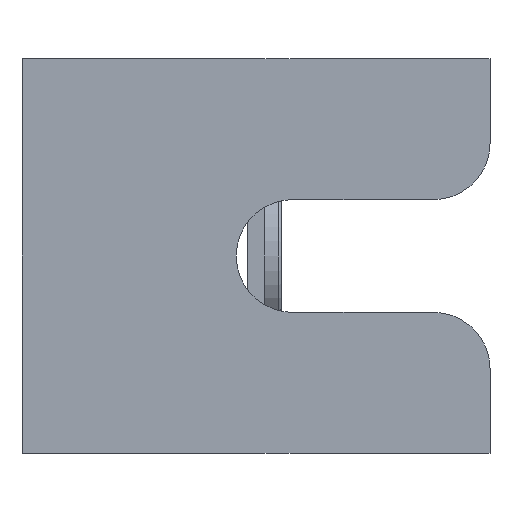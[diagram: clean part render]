
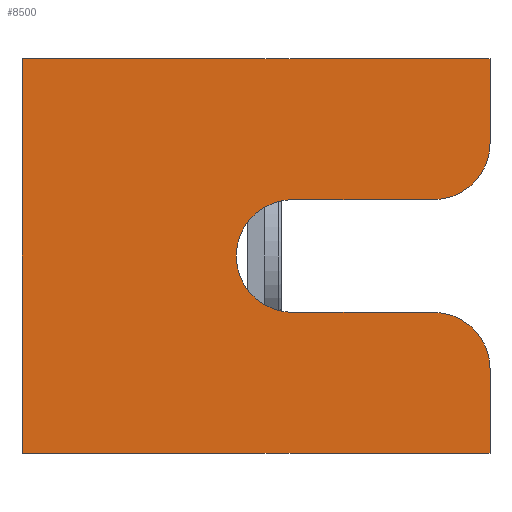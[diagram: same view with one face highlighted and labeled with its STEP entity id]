
A CAD part, front view. The second image highlights one B-rep face of the part: STEP entity #8500.
In plain terms, the highlighted planar face has unit normal (0, -1, 0).
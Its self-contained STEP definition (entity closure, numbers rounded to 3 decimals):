
#100=CARTESIAN_POINT('',(-21.5,-20.5,4.));
#110=VERTEX_POINT('',#100);
#530=CARTESIAN_POINT('',(61.5,-20.5,4.));
#540=VERTEX_POINT('',#530);
#570=CARTESIAN_POINT('',(20.5,-20.5,4.));
#580=DIRECTION('',(-1.,0.,0.));
#590=VECTOR('',#580,1.);
#600=LINE('',#570,#590);
#610=EDGE_CURVE('',#540,#110,#600,.T.);
#1340=CARTESIAN_POINT('',(61.5,-20.5,-11.));
#1350=VERTEX_POINT('',#1340);
#1380=CARTESIAN_POINT('',(61.5,-20.5,-65.));
#1390=DIRECTION('',(0.,0.,1.));
#1400=VECTOR('',#1390,1.);
#1410=LINE('',#1380,#1400);
#1420=EDGE_CURVE('',#1350,#540,#1410,.T.);
#1590=CARTESIAN_POINT('',(20.5,-20.5,-66.));
#1600=DIRECTION('',(-1.,0.,0.));
#1610=VECTOR('',#1600,1.);
#1620=LINE('',#1590,#1610);
#1630=CARTESIAN_POINT('',(61.5,-20.5,-66.));
#1640=VERTEX_POINT('',#1630);
#1650=CARTESIAN_POINT('',(-21.5,-20.5,-66.));
#1660=VERTEX_POINT('',#1650);
#1670=EDGE_CURVE('',#1640,#1660,#1620,.T.);
#2860=CARTESIAN_POINT('',(16.5,-20.5,-31.));
#2870=VERTEX_POINT('',#2860);
#2900=CARTESIAN_POINT('',(26.5,-20.5,-31.));
#2910=DIRECTION('',(0.,-1.,0.));
#2920=DIRECTION('',(-1.,0.,0.));
#2930=AXIS2_PLACEMENT_3D('',#2900,#2910,#2920);
#2940=CIRCLE('',#2930,10.);
#2950=CARTESIAN_POINT('',(26.5,-20.5,-21.));
#2960=VERTEX_POINT('',#2950);
#2970=EDGE_CURVE('',#2960,#2870,#2940,.T.);
#6810=CARTESIAN_POINT('',(61.5,-20.5,-51.));
#6820=VERTEX_POINT('',#6810);
#6830=EDGE_CURVE('',#1640,#6820,#1410,.T.);
#7040=CARTESIAN_POINT('',(51.5,-20.5,-41.));
#7050=VERTEX_POINT('',#7040);
#7080=CARTESIAN_POINT('',(0.,-20.5,-41.));
#7090=DIRECTION('',(-1.,0.,0.));
#7100=VECTOR('',#7090,1.);
#7110=LINE('',#7080,#7100);
#7120=CARTESIAN_POINT('',(26.5,-20.5,-41.));
#7130=VERTEX_POINT('',#7120);
#7140=EDGE_CURVE('',#7050,#7130,#7110,.T.);
#7300=CARTESIAN_POINT('',(0.,-20.5,-21.));
#7310=DIRECTION('',(1.,0.,0.));
#7320=VECTOR('',#7310,1.);
#7330=LINE('',#7300,#7320);
#7340=CARTESIAN_POINT('',(51.5,-20.5,-21.));
#7350=VERTEX_POINT('',#7340);
#7360=EDGE_CURVE('',#2960,#7350,#7330,.T.);
#7660=CARTESIAN_POINT('',(26.5,-20.5,-31.));
#7670=DIRECTION('',(0.,1.,0.));
#7680=DIRECTION('',(1.,0.,0.));
#7690=AXIS2_PLACEMENT_3D('',#7660,#7670,#7680);
#7700=CIRCLE('',#7690,10.);
#7710=EDGE_CURVE('',#7130,#2870,#7700,.T.);
#7840=CARTESIAN_POINT('',(51.5,-20.5,-51.));
#7850=DIRECTION('',(0.,1.,0.));
#7860=DIRECTION('',(1.,0.,0.));
#7870=AXIS2_PLACEMENT_3D('',#7840,#7850,#7860);
#7880=CIRCLE('',#7870,10.);
#7890=EDGE_CURVE('',#7050,#6820,#7880,.T.);
#8020=CARTESIAN_POINT('',(51.5,-20.5,-11.));
#8030=DIRECTION('',(0.,1.,0.));
#8040=DIRECTION('',(1.,0.,0.));
#8050=AXIS2_PLACEMENT_3D('',#8020,#8030,#8040);
#8060=CIRCLE('',#8050,10.);
#8070=EDGE_CURVE('',#1350,#7350,#8060,.T.);
#8270=CARTESIAN_POINT('',(20.5,-20.5,0.));
#8280=DIRECTION('',(-0.,1.,0.));
#8290=DIRECTION('',(1.,0.,0.));
#8300=AXIS2_PLACEMENT_3D('',#8270,#8280,#8290);
#8310=PLANE('',#8300);
#8320=ORIENTED_EDGE('',*,*,#610,.T.);
#8330=ORIENTED_EDGE('',*,*,#1420,.T.);
#8340=ORIENTED_EDGE('',*,*,#8070,.F.);
#8350=ORIENTED_EDGE('',*,*,#7360,.T.);
#8360=ORIENTED_EDGE('',*,*,#2970,.F.);
#8370=ORIENTED_EDGE('',*,*,#7710,.T.);
#8380=ORIENTED_EDGE('',*,*,#7140,.T.);
#8390=ORIENTED_EDGE('',*,*,#7890,.F.);
#8400=ORIENTED_EDGE('',*,*,#6830,.T.);
#8410=ORIENTED_EDGE('',*,*,#1670,.F.);
#8420=CARTESIAN_POINT('',(-21.5,-20.5,0.));
#8430=DIRECTION('',(0.,0.,-1.));
#8440=VECTOR('',#8430,1.);
#8450=LINE('',#8420,#8440);
#8460=EDGE_CURVE('',#110,#1660,#8450,.T.);
#8470=ORIENTED_EDGE('',*,*,#8460,.T.);
#8480=EDGE_LOOP('',(#8470,#8410,#8400,#8390,#8380,#8370,#8360,#8350,
#8340,#8330,#8320));
#8490=FACE_OUTER_BOUND('',#8480,.T.);
#8500=ADVANCED_FACE('',(#8490),#8310,.F.);
